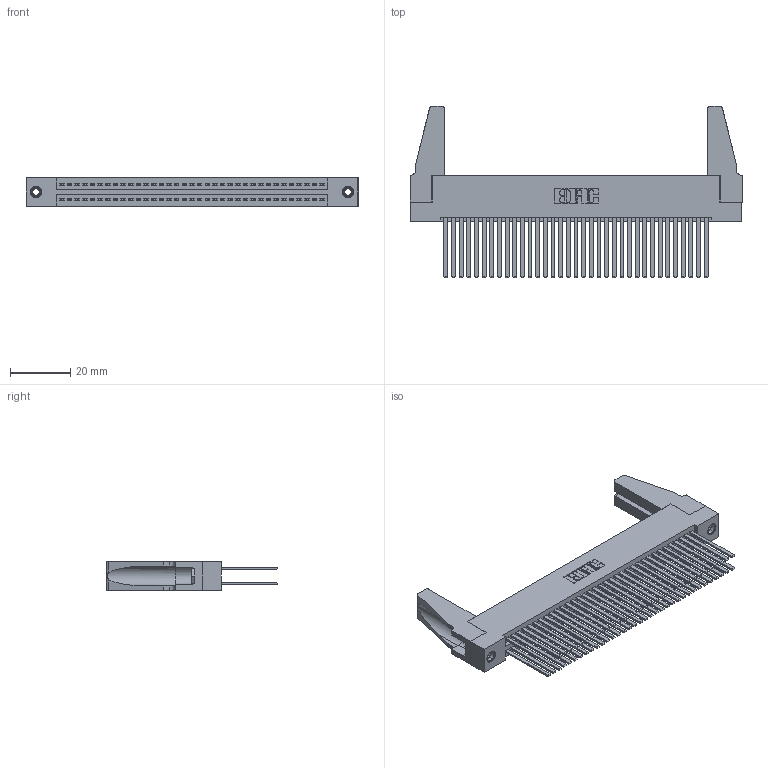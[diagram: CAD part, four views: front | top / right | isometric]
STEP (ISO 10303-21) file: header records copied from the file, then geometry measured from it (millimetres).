
FILE_DESCRIPTION (( 'STEP AP203' ), '1' );
FILE_NAME ('395-070-544-288.STEP', '2019-10-24T01:24:56', ( '' ), ( '' ), 'SwSTEP 2.0', 'SolidWorks 2016', '' );
FILE_SCHEMA (( 'CONFIG_CONTROL_DESIGN' ));
Length unit declared in the file: inch
Products named in the file (5): 345 Part_Flush Mounting Lugs - 0.156 Dia-TH; 345-292-001_345-293-144; 345-250-001_345-250-001-102; 345-220-078_345-220-088; 395-070-544-288
Assembly tree (75 placements, depth 2):
  395-070-544-288
    345 Part_Flush Mounting Lugs - 0.156 Dia-TH
    345-292-001_345-293-144  x70
    345-250-001_345-250-001-102  x2
    345-220-078_345-220-088  x2
Bounding box: 110.13 x 56.82 x 9.4 mm (x, y, z)
Volume: 14867.3 mm3; surface area: 23031.3 mm2
Topology: 75 solids, 75 shells, 3330 faces, 9825 edges, 6446 vertices
Faces by surface type: plane 2182, cylinder 1132, cone 12, torus 4
Entity records: 30368 total; most frequent: CARTESIAN_POINT 5090, ORIENTED_EDGE 4984, DIRECTION 4500, EDGE_CURVE 2492, VECTOR 2182, LINE 2182, VERTEX_POINT 1654, AXIS2_PLACEMENT_3D 1159
